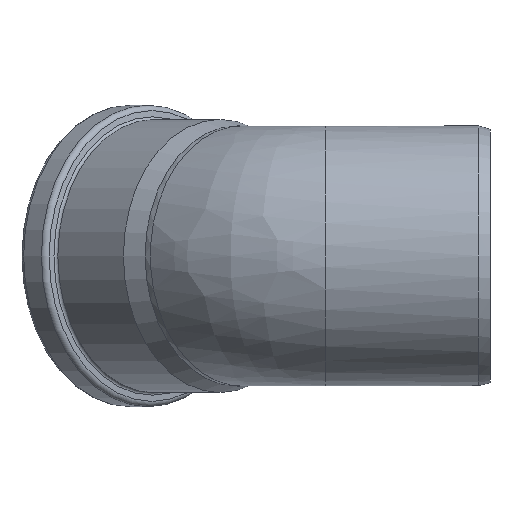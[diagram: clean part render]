
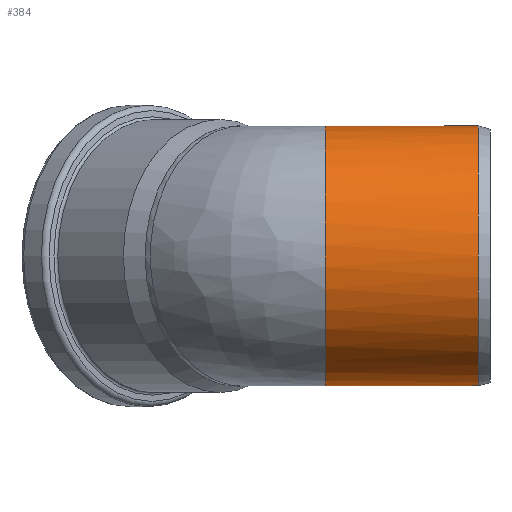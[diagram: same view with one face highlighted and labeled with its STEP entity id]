
A CAD part, left-side view. The second image highlights one B-rep face of the part: STEP entity #384.
In plain terms, the highlighted cylindrical face has radius 45.1 mm (diameter 90.2 mm), a full revolution.
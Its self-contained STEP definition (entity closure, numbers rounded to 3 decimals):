
#29=CYLINDRICAL_SURFACE('',#426,45.1);
#42=ELLIPSE('',#422,48.976,45.1);
#48=FACE_BOUND('',#121,.T.);
#83=FACE_OUTER_BOUND('',#120,.T.);
#120=EDGE_LOOP('',(#305));
#121=EDGE_LOOP('',(#306,#307));
#185=CIRCLE('',#420,45.1);
#187=CIRCLE('',#424,45.1);
#220=VERTEX_POINT('',#633);
#222=VERTEX_POINT('',#661);
#224=VERTEX_POINT('',#670);
#256=EDGE_CURVE('',#220,#220,#185,.T.);
#259=EDGE_CURVE('',#222,#224,#42,.T.);
#262=EDGE_CURVE('',#224,#222,#187,.T.);
#305=ORIENTED_EDGE('',*,*,#256,.T.);
#306=ORIENTED_EDGE('',*,*,#259,.F.);
#307=ORIENTED_EDGE('',*,*,#262,.F.);
#384=ADVANCED_FACE('',(#83,#48),#29,.T.);
#420=AXIS2_PLACEMENT_3D('',#634,#493,#494);
#422=AXIS2_PLACEMENT_3D('',#671,#497,#498);
#424=AXIS2_PLACEMENT_3D('',#708,#501,#502);
#426=AXIS2_PLACEMENT_3D('',#710,#505,#506);
#493=DIRECTION('center_axis',(0.,1.,0.));
#494=DIRECTION('ref_axis',(1.,0.,0.));
#497=DIRECTION('center_axis',(0.39,0.921,0.));
#498=DIRECTION('ref_axis',(0.921,-0.39,0.));
#501=DIRECTION('center_axis',(0.,1.,0.));
#502=DIRECTION('ref_axis',(1.,0.,0.));
#505=DIRECTION('center_axis',(0.,1.,0.));
#506=DIRECTION('ref_axis',(1.,0.,0.));
#633=CARTESIAN_POINT('',(-45.1,4.,0.));
#634=CARTESIAN_POINT('Origin',(0.,4.,0.));
#661=CARTESIAN_POINT('',(39.719,57.183,21.363));
#670=CARTESIAN_POINT('',(39.719,57.183,-21.363));
#671=CARTESIAN_POINT('Origin',(0.,74.,0.));
#708=CARTESIAN_POINT('Origin',(0.,57.183,0.));
#710=CARTESIAN_POINT('Origin',(0.,0.,0.));
